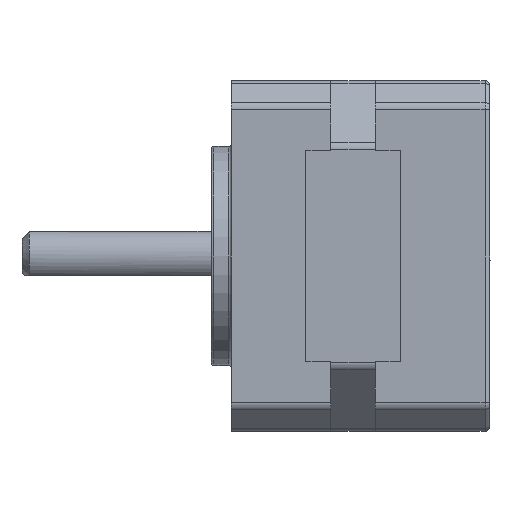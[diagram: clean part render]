
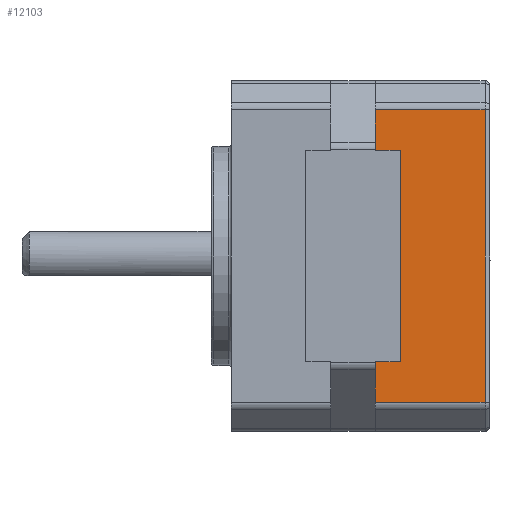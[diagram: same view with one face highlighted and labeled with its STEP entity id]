
A CAD part, left-side view. The second image highlights one B-rep face of the part: STEP entity #12103.
In plain terms, the highlighted planar face has unit normal (-1, 0, 0).
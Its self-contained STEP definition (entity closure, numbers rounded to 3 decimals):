
#802 = VECTOR ( 'NONE', #24454, 1000. ) ;
#1136 = LINE ( 'NONE', #34087, #17775 ) ;
#1163 = VECTOR ( 'NONE', #5513, 1000. ) ;
#1451 = VERTEX_POINT ( 'NONE', #24511 ) ;
#3968 = EDGE_CURVE ( 'NONE', #9202, #16747, #5278, .T. ) ;
#4078 = EDGE_CURVE ( 'NONE', #35300, #1451, #33158, .T. ) ;
#4799 = LINE ( 'NONE', #30132, #1163 ) ;
#5278 = LINE ( 'NONE', #7647, #24727 ) ;
#5349 = VECTOR ( 'NONE', #32241, 1000. ) ;
#5513 = DIRECTION ( 'NONE',  ( 0., -1., 0. ) ) ;
#5736 = FACE_OUTER_BOUND ( 'NONE', #20194, .T. ) ;
#6481 = VERTEX_POINT ( 'NONE', #14530 ) ;
#7420 = LINE ( 'NONE', #26665, #20695 ) ;
#7647 = CARTESIAN_POINT ( 'NONE',  ( -17.6, -17., 17.6 ) ) ;
#8107 = CARTESIAN_POINT ( 'NONE',  ( -17.6, -25.5, 17.6 ) ) ;
#8519 = DIRECTION ( 'NONE',  ( 0., 0., -1. ) ) ;
#9202 = VERTEX_POINT ( 'NONE', #28520 ) ;
#10315 = CARTESIAN_POINT ( 'NONE',  ( -17.6, -14.5, 17.6 ) ) ;
#10779 = VERTEX_POINT ( 'NONE', #27644 ) ;
#10804 = ORIENTED_EDGE ( 'NONE', *, *, #22372, .T. ) ;
#11987 = CARTESIAN_POINT ( 'NONE',  ( -17.6, -25.5, 14.686 ) ) ;
#12103 = ADVANCED_FACE ( 'NONE', ( #5736 ), #30360, .T. ) ;
#14053 = DIRECTION ( 'NONE',  ( 0., 0., 1. ) ) ;
#14530 = CARTESIAN_POINT ( 'NONE',  ( -17.6, -14.5, 14.686 ) ) ;
#15691 = LINE ( 'NONE', #29823, #29216 ) ;
#15860 = LINE ( 'NONE', #8107, #802 ) ;
#16211 = DIRECTION ( 'NONE',  ( 0., -1., 0. ) ) ;
#16747 = VERTEX_POINT ( 'NONE', #26158 ) ;
#16812 = ORIENTED_EDGE ( 'NONE', *, *, #3968, .T. ) ;
#17458 = EDGE_CURVE ( 'NONE', #25860, #6481, #1136, .T. ) ;
#17775 = VECTOR ( 'NONE', #28652, 1000. ) ;
#17847 = ORIENTED_EDGE ( 'NONE', *, *, #34273, .T. ) ;
#19627 = ORIENTED_EDGE ( 'NONE', *, *, #33333, .T. ) ;
#19897 = CARTESIAN_POINT ( 'NONE',  ( -17.6, -14.5, -10.6 ) ) ;
#20194 = EDGE_LOOP ( 'NONE', ( #19627, #34543, #28330, #10804, #17847, #16812, #22379, #28205 ) ) ;
#20695 = VECTOR ( 'NONE', #26498, 1000. ) ;
#22153 = CARTESIAN_POINT ( 'NONE',  ( -17.6, -14.5, 10.6 ) ) ;
#22372 = EDGE_CURVE ( 'NONE', #6481, #30604, #27005, .T. ) ;
#22379 = ORIENTED_EDGE ( 'NONE', *, *, #32551, .F. ) ;
#23189 = EDGE_CURVE ( 'NONE', #10779, #25860, #15860, .T. ) ;
#23544 = AXIS2_PLACEMENT_3D ( 'NONE', #24636, #32741, #14053 ) ;
#24454 = DIRECTION ( 'NONE',  ( 0., 0., 1. ) ) ;
#24511 = CARTESIAN_POINT ( 'NONE',  ( -17.6, -14.5, -14.686 ) ) ;
#24636 = CARTESIAN_POINT ( 'NONE',  ( -17.6, -14.5, 17.6 ) ) ;
#24710 = DIRECTION ( 'NONE',  ( 0., 0., -1. ) ) ;
#24727 = VECTOR ( 'NONE', #24710, 1000. ) ;
#25860 = VERTEX_POINT ( 'NONE', #11987 ) ;
#26158 = CARTESIAN_POINT ( 'NONE',  ( -17.6, -17., -10.6 ) ) ;
#26498 = DIRECTION ( 'NONE',  ( 0., -1., 0. ) ) ;
#26665 = CARTESIAN_POINT ( 'NONE',  ( -17.6, -14.5, -10.6 ) ) ;
#27005 = LINE ( 'NONE', #10315, #5349 ) ;
#27644 = CARTESIAN_POINT ( 'NONE',  ( -17.6, -25.5, -14.686 ) ) ;
#28205 = ORIENTED_EDGE ( 'NONE', *, *, #4078, .T. ) ;
#28330 = ORIENTED_EDGE ( 'NONE', *, *, #17458, .T. ) ;
#28520 = CARTESIAN_POINT ( 'NONE',  ( -17.6, -17., 10.6 ) ) ;
#28652 = DIRECTION ( 'NONE',  ( 0., 1., 0. ) ) ;
#29216 = VECTOR ( 'NONE', #16211, 1000. ) ;
#29823 = CARTESIAN_POINT ( 'NONE',  ( -17.6, -14.5, 10.6 ) ) ;
#30132 = CARTESIAN_POINT ( 'NONE',  ( -17.6, -14.5, -14.686 ) ) ;
#30360 = PLANE ( 'NONE',  #23544 ) ;
#30604 = VERTEX_POINT ( 'NONE', #22153 ) ;
#32241 = DIRECTION ( 'NONE',  ( 0., 0., -1. ) ) ;
#32551 = EDGE_CURVE ( 'NONE', #35300, #16747, #7420, .T. ) ;
#32741 = DIRECTION ( 'NONE',  ( -1., 0., 0. ) ) ;
#33158 = LINE ( 'NONE', #33694, #33357 ) ;
#33333 = EDGE_CURVE ( 'NONE', #1451, #10779, #4799, .T. ) ;
#33357 = VECTOR ( 'NONE', #8519, 1000. ) ;
#33694 = CARTESIAN_POINT ( 'NONE',  ( -17.6, -14.5, -17.6 ) ) ;
#34087 = CARTESIAN_POINT ( 'NONE',  ( -17.6, -14.5, 14.686 ) ) ;
#34273 = EDGE_CURVE ( 'NONE', #30604, #9202, #15691, .T. ) ;
#34543 = ORIENTED_EDGE ( 'NONE', *, *, #23189, .T. ) ;
#35300 = VERTEX_POINT ( 'NONE', #19897 ) ;
